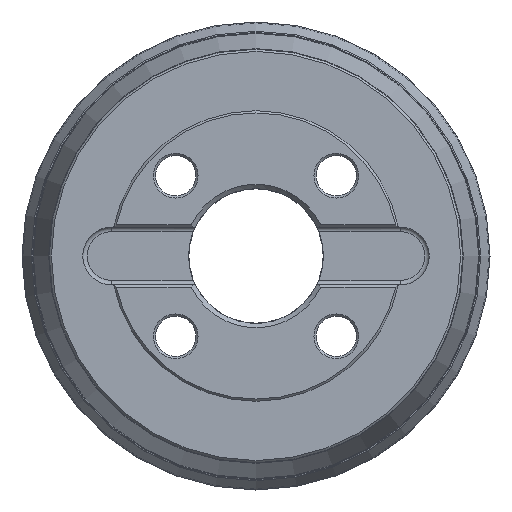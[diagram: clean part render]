
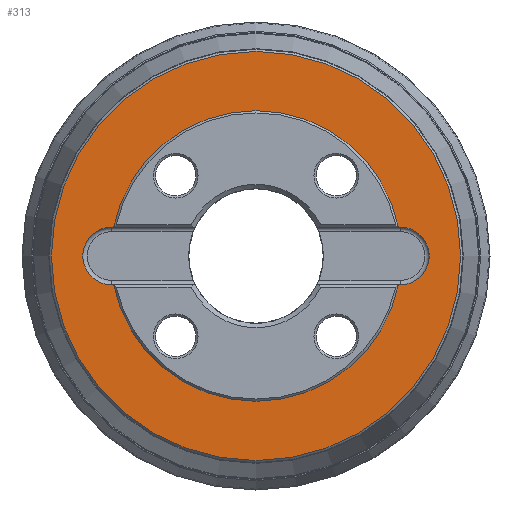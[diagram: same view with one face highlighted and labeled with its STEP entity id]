
A CAD part, left-side view. The second image highlights one B-rep face of the part: STEP entity #313.
In plain terms, the highlighted planar face has unit normal (-1, 0, 0).
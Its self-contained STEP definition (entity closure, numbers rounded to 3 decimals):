
#160=LINE('',#2140,#192);
#164=LINE('',#2160,#196);
#166=LINE('',#2164,#198);
#170=LINE('',#2184,#202);
#192=VECTOR('',#1678,1.);
#196=VECTOR('',#1688,1.);
#198=VECTOR('',#1692,1.);
#202=VECTOR('',#1702,1.);
#313=ADVANCED_FACE('',(#433,#434),#366,.T.);
#366=PLANE('',#1408);
#433=FACE_BOUND('',#583,.T.);
#434=FACE_BOUND('',#584,.T.);
#583=EDGE_LOOP('',(#830));
#584=EDGE_LOOP('',(#831,#832,#833,#834,#835,#836,#837,#838));
#830=ORIENTED_EDGE('',*,*,#1076,.F.);
#831=ORIENTED_EDGE('',*,*,#1164,.F.);
#832=ORIENTED_EDGE('',*,*,#1165,.F.);
#833=ORIENTED_EDGE('',*,*,#1148,.T.);
#834=ORIENTED_EDGE('',*,*,#1151,.T.);
#835=ORIENTED_EDGE('',*,*,#1155,.F.);
#836=ORIENTED_EDGE('',*,*,#1166,.F.);
#837=ORIENTED_EDGE('',*,*,#1157,.F.);
#838=ORIENTED_EDGE('',*,*,#1161,.F.);
#962=VERTEX_POINT('',#1876);
#1017=VERTEX_POINT('',#2139);
#1018=VERTEX_POINT('',#2141);
#1020=VERTEX_POINT('',#2150);
#1022=VERTEX_POINT('',#2159);
#1023=VERTEX_POINT('',#2163);
#1024=VERTEX_POINT('',#2165);
#1026=VERTEX_POINT('',#2174);
#1028=VERTEX_POINT('',#2183);
#1076=EDGE_CURVE('',#962,#962,#1222,.T.);
#1148=EDGE_CURVE('',#1018,#1017,#160,.T.);
#1151=EDGE_CURVE('',#1017,#1020,#1265,.T.);
#1155=EDGE_CURVE('',#1022,#1020,#164,.T.);
#1157=EDGE_CURVE('',#1023,#1024,#166,.T.);
#1161=EDGE_CURVE('',#1026,#1023,#1266,.T.);
#1164=EDGE_CURVE('',#1028,#1026,#170,.T.);
#1165=EDGE_CURVE('',#1018,#1028,#1267,.T.);
#1166=EDGE_CURVE('',#1024,#1022,#1268,.T.);
#1222=CIRCLE('',#1314,91.5);
#1265=CIRCLE('',#1399,12.895);
#1266=CIRCLE('',#1403,12.895);
#1267=CIRCLE('',#1406,65.);
#1268=CIRCLE('',#1407,65.);
#1314=AXIS2_PLACEMENT_3D('',#1875,#1493,#1494);
#1399=AXIS2_PLACEMENT_3D('',#2149,#1682,#1683);
#1403=AXIS2_PLACEMENT_3D('',#2175,#1697,#1698);
#1406=AXIS2_PLACEMENT_3D('',#2186,#1705,#1706);
#1407=AXIS2_PLACEMENT_3D('',#2187,#1707,#1708);
#1408=AXIS2_PLACEMENT_3D('',#2188,#1709,#1710);
#1493=DIRECTION('',(1.,0.,0.));
#1494=DIRECTION('',(0.,-1.,0.));
#1678=DIRECTION('',(0.,1.,0.));
#1682=DIRECTION('',(1.,0.,0.));
#1683=DIRECTION('',(0.,0.,-1.));
#1688=DIRECTION('',(0.,1.,0.));
#1692=DIRECTION('',(0.,1.,0.));
#1697=DIRECTION('',(-1.,0.,0.));
#1698=DIRECTION('',(0.,0.,-1.));
#1702=DIRECTION('',(0.,-1.,0.));
#1705=DIRECTION('',(-1.,0.,0.));
#1706=DIRECTION('',(0.,0.,1.));
#1707=DIRECTION('',(-1.,0.,0.));
#1708=DIRECTION('',(0.,0.,1.));
#1709=DIRECTION('',(-1.,0.,0.));
#1710=DIRECTION('',(0.,0.,-1.));
#1875=CARTESIAN_POINT('',(1.,0.,0.));
#1876=CARTESIAN_POINT('',(1.,-91.5,0.));
#2139=CARTESIAN_POINT('',(1.,64.605,-12.895));
#2140=CARTESIAN_POINT('',(1.,64.605,-12.895));
#2141=CARTESIAN_POINT('',(1.,63.708,-12.895));
#2149=CARTESIAN_POINT('',(1.,64.605,0.));
#2150=CARTESIAN_POINT('',(1.,64.605,12.895));
#2159=CARTESIAN_POINT('',(1.,63.708,12.895));
#2160=CARTESIAN_POINT('',(1.,64.605,12.895));
#2163=CARTESIAN_POINT('',(1.,-64.605,12.895));
#2164=CARTESIAN_POINT('',(1.,64.605,12.895));
#2165=CARTESIAN_POINT('',(1.,-63.708,12.895));
#2174=CARTESIAN_POINT('',(1.,-64.605,-12.895));
#2175=CARTESIAN_POINT('',(1.,-64.605,0.));
#2183=CARTESIAN_POINT('',(1.,-63.708,-12.895));
#2184=CARTESIAN_POINT('',(1.,64.605,-12.895));
#2186=CARTESIAN_POINT('',(1.,0.,0.));
#2187=CARTESIAN_POINT('',(1.,0.,0.));
#2188=CARTESIAN_POINT('',(1.,0.,-265.));
